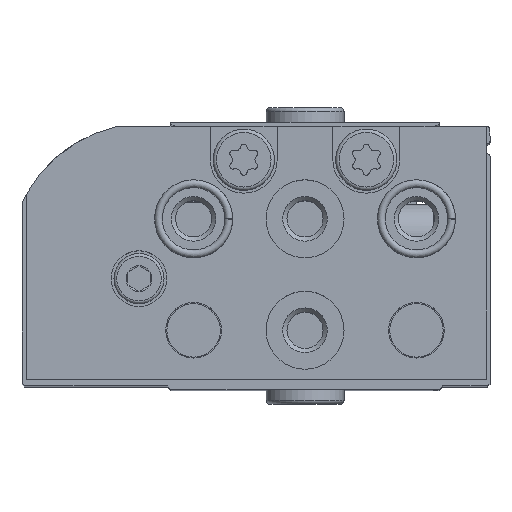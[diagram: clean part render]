
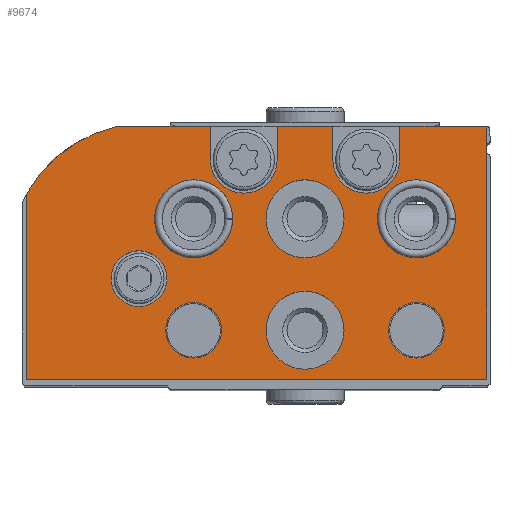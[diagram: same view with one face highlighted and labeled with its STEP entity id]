
A CAD part, top view. The second image highlights one B-rep face of the part: STEP entity #9674.
In plain terms, the highlighted face is planar.
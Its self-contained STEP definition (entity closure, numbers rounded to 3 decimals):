
#999=LINE('',#16428,#1755);
#1003=LINE('',#16436,#1759);
#1007=LINE('',#16442,#1763);
#1010=LINE('',#16462,#1766);
#1011=LINE('',#16466,#1767);
#1012=LINE('',#16469,#1768);
#1013=LINE('',#16471,#1769);
#1014=LINE('',#16473,#1770);
#1015=LINE('',#16474,#1771);
#1016=LINE('',#16478,#1772);
#1755=VECTOR('',#13309,1000.);
#1759=VECTOR('',#13313,1000.);
#1763=VECTOR('',#13317,1000.);
#1766=VECTOR('',#13336,1000.);
#1767=VECTOR('',#13339,1000.);
#1768=VECTOR('',#13342,1000.);
#1769=VECTOR('',#13343,1000.);
#1770=VECTOR('',#13344,1000.);
#1771=VECTOR('',#13345,1000.);
#1772=VECTOR('',#13348,1000.);
#3729=ORIENTED_EDGE('',*,*,#5522,.T.);
#3730=ORIENTED_EDGE('',*,*,#5523,.T.);
#3731=ORIENTED_EDGE('',*,*,#5524,.T.);
#3732=ORIENTED_EDGE('',*,*,#5525,.T.);
#3733=ORIENTED_EDGE('',*,*,#5526,.T.);
#3734=ORIENTED_EDGE('',*,*,#5527,.T.);
#3735=ORIENTED_EDGE('',*,*,#5528,.T.);
#3736=ORIENTED_EDGE('',*,*,#5529,.T.);
#3737=ORIENTED_EDGE('',*,*,#5530,.T.);
#3738=ORIENTED_EDGE('',*,*,#5531,.T.);
#3739=ORIENTED_EDGE('',*,*,#5519,.F.);
#3740=ORIENTED_EDGE('',*,*,#5532,.F.);
#3741=ORIENTED_EDGE('',*,*,#5533,.F.);
#3742=ORIENTED_EDGE('',*,*,#5534,.F.);
#3743=ORIENTED_EDGE('',*,*,#5535,.F.);
#3744=ORIENTED_EDGE('',*,*,#5515,.F.);
#3745=ORIENTED_EDGE('',*,*,#5536,.T.);
#3746=ORIENTED_EDGE('',*,*,#5537,.T.);
#3747=ORIENTED_EDGE('',*,*,#5538,.T.);
#3748=ORIENTED_EDGE('',*,*,#5511,.F.);
#5511=EDGE_CURVE('',#6581,#6582,#999,.T.);
#5515=EDGE_CURVE('',#6585,#6586,#1003,.T.);
#5519=EDGE_CURVE('',#6587,#6588,#1007,.T.);
#5522=EDGE_CURVE('',#6590,#6590,#7165,.T.);
#5523=EDGE_CURVE('',#6591,#6591,#7166,.T.);
#5524=EDGE_CURVE('',#6592,#6592,#7167,.T.);
#5525=EDGE_CURVE('',#6593,#6593,#7168,.T.);
#5526=EDGE_CURVE('',#6594,#6594,#7169,.T.);
#5527=EDGE_CURVE('',#6595,#6595,#7170,.T.);
#5528=EDGE_CURVE('',#6596,#6596,#7171,.T.);
#5529=EDGE_CURVE('',#6581,#6597,#1010,.T.);
#5530=EDGE_CURVE('',#6597,#6598,#7172,.T.);
#5531=EDGE_CURVE('',#6598,#6588,#1011,.T.);
#5532=EDGE_CURVE('',#6599,#6587,#7173,.T.);
#5533=EDGE_CURVE('',#6600,#6599,#1012,.T.);
#5534=EDGE_CURVE('',#6601,#6600,#1013,.T.);
#5535=EDGE_CURVE('',#6586,#6601,#1014,.T.);
#5536=EDGE_CURVE('',#6585,#6602,#1015,.T.);
#5537=EDGE_CURVE('',#6602,#6603,#7174,.T.);
#5538=EDGE_CURVE('',#6603,#6582,#1016,.T.);
#6581=VERTEX_POINT('',#16427);
#6582=VERTEX_POINT('',#16429);
#6585=VERTEX_POINT('',#16435);
#6586=VERTEX_POINT('',#16437);
#6587=VERTEX_POINT('',#16441);
#6588=VERTEX_POINT('',#16443);
#6590=VERTEX_POINT('',#16449);
#6591=VERTEX_POINT('',#16451);
#6592=VERTEX_POINT('',#16453);
#6593=VERTEX_POINT('',#16455);
#6594=VERTEX_POINT('',#16457);
#6595=VERTEX_POINT('',#16459);
#6596=VERTEX_POINT('',#16461);
#6597=VERTEX_POINT('',#16463);
#6598=VERTEX_POINT('',#16465);
#6599=VERTEX_POINT('',#16468);
#6600=VERTEX_POINT('',#16470);
#6601=VERTEX_POINT('',#16472);
#6602=VERTEX_POINT('',#16475);
#6603=VERTEX_POINT('',#16477);
#7165=CIRCLE('',#10922,2.5);
#7166=CIRCLE('',#10923,3.5);
#7167=CIRCLE('',#10924,3.5);
#7168=CIRCLE('',#10925,3.5);
#7169=CIRCLE('',#10926,3.5);
#7170=CIRCLE('',#10927,2.5);
#7171=CIRCLE('',#10928,2.5);
#7172=CIRCLE('',#10929,3.);
#7173=CIRCLE('',#10930,12.5);
#7174=CIRCLE('',#10931,3.);
#7858=EDGE_LOOP('',(#3729));
#7859=EDGE_LOOP('',(#3730));
#7860=EDGE_LOOP('',(#3731));
#7861=EDGE_LOOP('',(#3732));
#7862=EDGE_LOOP('',(#3733));
#7863=EDGE_LOOP('',(#3734));
#7864=EDGE_LOOP('',(#3735));
#7865=EDGE_LOOP('',(#3736,#3737,#3738,#3739,#3740,#3741,#3742,#3743,#3744,
#3745,#3746,#3747,#3748));
#8692=FACE_BOUND('',#7858,.T.);
#8693=FACE_BOUND('',#7859,.T.);
#8694=FACE_BOUND('',#7860,.T.);
#8695=FACE_BOUND('',#7861,.T.);
#8696=FACE_BOUND('',#7862,.T.);
#8697=FACE_BOUND('',#7863,.T.);
#8698=FACE_BOUND('',#7864,.T.);
#8699=FACE_BOUND('',#7865,.T.);
#9213=PLANE('',#10921);
#9674=ADVANCED_FACE('',(#8692,#8693,#8694,#8695,#8696,#8697,#8698,#8699),
#9213,.F.);
#10921=AXIS2_PLACEMENT_3D('',#16447,#13320,#13321);
#10922=AXIS2_PLACEMENT_3D('',#16448,#13322,#13323);
#10923=AXIS2_PLACEMENT_3D('',#16450,#13324,#13325);
#10924=AXIS2_PLACEMENT_3D('',#16452,#13326,#13327);
#10925=AXIS2_PLACEMENT_3D('',#16454,#13328,#13329);
#10926=AXIS2_PLACEMENT_3D('',#16456,#13330,#13331);
#10927=AXIS2_PLACEMENT_3D('',#16458,#13332,#13333);
#10928=AXIS2_PLACEMENT_3D('',#16460,#13334,#13335);
#10929=AXIS2_PLACEMENT_3D('',#16464,#13337,#13338);
#10930=AXIS2_PLACEMENT_3D('',#16467,#13340,#13341);
#10931=AXIS2_PLACEMENT_3D('',#16476,#13346,#13347);
#13309=DIRECTION('',(-1.,0.,0.));
#13313=DIRECTION('',(-1.,0.,0.));
#13317=DIRECTION('',(-1.,0.,0.));
#13320=DIRECTION('',(0.,0.,1.));
#13321=DIRECTION('',(1.,0.,0.));
#13322=DIRECTION('',(0.,0.,1.));
#13323=DIRECTION('',(1.,0.,0.));
#13324=DIRECTION('',(0.,0.,1.));
#13325=DIRECTION('',(1.,0.,0.));
#13326=DIRECTION('',(0.,0.,1.));
#13327=DIRECTION('',(1.,0.,0.));
#13328=DIRECTION('',(0.,0.,1.));
#13329=DIRECTION('',(1.,0.,0.));
#13330=DIRECTION('',(0.,0.,1.));
#13331=DIRECTION('',(1.,0.,0.));
#13332=DIRECTION('',(0.,0.,1.));
#13333=DIRECTION('',(1.,0.,0.));
#13334=DIRECTION('',(0.,0.,1.));
#13335=DIRECTION('',(1.,0.,0.));
#13336=DIRECTION('',(0.,-1.,0.));
#13337=DIRECTION('',(0.,0.,1.));
#13338=DIRECTION('',(1.,0.,0.));
#13339=DIRECTION('',(0.,1.,0.));
#13340=DIRECTION('',(0.,0.,1.));
#13341=DIRECTION('',(1.,0.,0.));
#13342=DIRECTION('',(0.,1.,0.));
#13343=DIRECTION('',(1.,0.,0.));
#13344=DIRECTION('',(0.,-1.,0.));
#13345=DIRECTION('',(0.,-1.,0.));
#13346=DIRECTION('',(0.,0.,1.));
#13347=DIRECTION('',(1.,0.,0.));
#13348=DIRECTION('',(0.,1.,0.));
#16427=CARTESIAN_POINT('',(18.8,22.7,0.));
#16428=CARTESIAN_POINT('',(33.122,22.7,0.));
#16429=CARTESIAN_POINT('',(13.8,22.7,0.));
#16435=CARTESIAN_POINT('',(7.8,22.7,0.));
#16436=CARTESIAN_POINT('',(33.122,22.7,0.));
#16437=CARTESIAN_POINT('',(0.,22.7,0.));
#16441=CARTESIAN_POINT('',(33.122,22.7,0.));
#16442=CARTESIAN_POINT('',(33.122,22.7,0.));
#16443=CARTESIAN_POINT('',(24.8,22.7,0.));
#16447=CARTESIAN_POINT('',(30.4,10.5,0.));
#16448=CARTESIAN_POINT('',(31.2,9.03,0.));
#16449=CARTESIAN_POINT('',(33.7,9.03,0.));
#16450=CARTESIAN_POINT('',(26.3,14.4,0.));
#16451=CARTESIAN_POINT('',(29.8,14.4,0.));
#16452=CARTESIAN_POINT('',(16.3,14.4,0.));
#16453=CARTESIAN_POINT('',(19.8,14.4,0.));
#16454=CARTESIAN_POINT('',(6.3,14.4,0.));
#16455=CARTESIAN_POINT('',(9.8,14.4,0.));
#16456=CARTESIAN_POINT('',(16.3,4.4,0.));
#16457=CARTESIAN_POINT('',(19.8,4.4,0.));
#16458=CARTESIAN_POINT('',(26.3,4.4,0.));
#16459=CARTESIAN_POINT('',(28.8,4.4,0.));
#16460=CARTESIAN_POINT('',(6.3,4.4,0.));
#16461=CARTESIAN_POINT('',(8.8,4.4,0.));
#16462=CARTESIAN_POINT('',(18.8,22.7,0.));
#16463=CARTESIAN_POINT('',(18.8,19.7,0.));
#16464=CARTESIAN_POINT('',(21.8,19.7,0.));
#16465=CARTESIAN_POINT('',(24.8,19.7,0.));
#16466=CARTESIAN_POINT('',(24.8,19.7,0.));
#16467=CARTESIAN_POINT('',(30.4,10.5,0.));
#16468=CARTESIAN_POINT('',(41.3,16.619,0.));
#16469=CARTESIAN_POINT('',(41.3,0.,0.));
#16470=CARTESIAN_POINT('',(41.3,0.,0.));
#16471=CARTESIAN_POINT('',(0.,0.,0.));
#16472=CARTESIAN_POINT('',(0.,0.,0.));
#16473=CARTESIAN_POINT('',(0.,22.7,0.));
#16474=CARTESIAN_POINT('',(7.8,22.7,0.));
#16475=CARTESIAN_POINT('',(7.8,19.7,0.));
#16476=CARTESIAN_POINT('',(10.8,19.7,0.));
#16477=CARTESIAN_POINT('',(13.8,19.7,0.));
#16478=CARTESIAN_POINT('',(13.8,19.7,0.));
